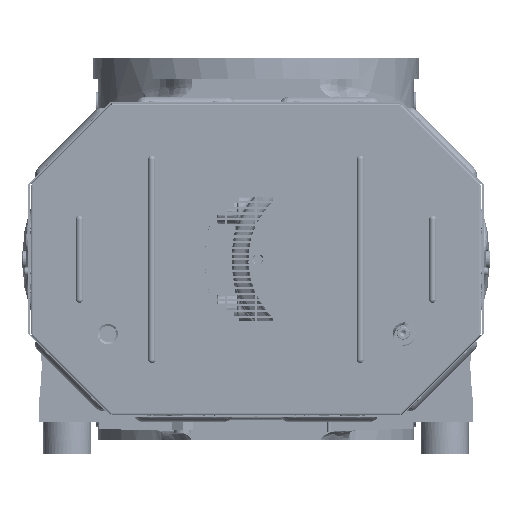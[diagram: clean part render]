
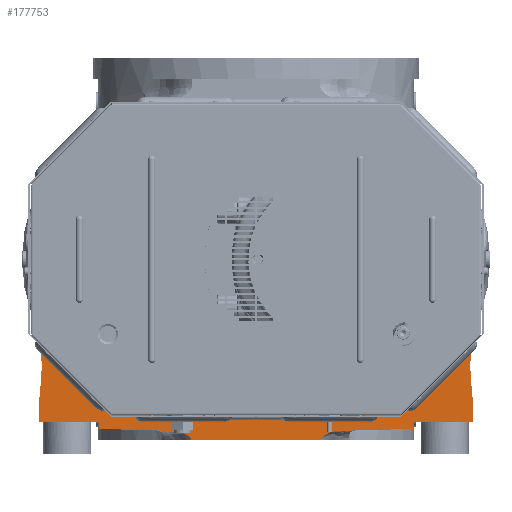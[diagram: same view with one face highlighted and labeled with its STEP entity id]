
A CAD part, front view. The second image highlights one B-rep face of the part: STEP entity #177753.
In plain terms, the highlighted planar face has unit normal (0, -1, 0).
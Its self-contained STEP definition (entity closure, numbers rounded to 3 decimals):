
#8295=B_SPLINE_CURVE_WITH_KNOTS('',3,(#435338,#435339,#435340,#435341,#435342,
#435343,#435344,#435345),.UNSPECIFIED.,.F.,.F.,(4,2,2,4),(-2.79,
-2.265,-1.181,0.),.UNSPECIFIED.);
#8546=B_SPLINE_CURVE_WITH_KNOTS('',3,(#440289,#440290,#440291,#440292,#440293,
#440294,#440295,#440296,#440297,#440298),.UNSPECIFIED.,.F.,.F.,(4,2,2,2,
4),(-2.748,-2.03,-1.32,-0.72,
-0.422),.UNSPECIFIED.);
#15289=PLANE('',#189336);
#23482=FACE_OUTER_BOUND('',#34311,.T.);
#34311=EDGE_LOOP('',(#141146,#141147,#141148,#141149,#141150,#141151,#141152,
#141153,#141154,#141155,#141156,#141157,#141158,#141159,#141160,#141161,
#141162,#141163,#141164,#141165,#141166,#141167));
#42067=CIRCLE('',#188524,100.);
#42068=CIRCLE('',#188527,200.);
#42242=CIRCLE('',#188888,100.);
#42244=CIRCLE('',#188891,200.);
#42441=CIRCLE('',#189337,198.552);
#42442=CIRCLE('',#189338,198.552);
#50674=LINE('',#435243,#62604);
#50997=LINE('',#440302,#62927);
#51025=LINE('',#441210,#62955);
#51154=LINE('',#443396,#63084);
#51162=LINE('',#443414,#63092);
#51163=LINE('',#443418,#63093);
#51164=LINE('',#443421,#63094);
#51166=LINE('',#443425,#63096);
#51168=LINE('',#443436,#63098);
#51206=LINE('',#443631,#63136);
#51207=LINE('',#443632,#63137);
#51208=LINE('',#443634,#63138);
#51209=LINE('',#443635,#63139);
#51210=LINE('',#443638,#63140);
#62604=VECTOR('',#215243,10.);
#62927=VECTOR('',#215888,10.);
#62955=VECTOR('',#216004,10.);
#63084=VECTOR('',#216767,10.);
#63092=VECTOR('',#216783,10.);
#63093=VECTOR('',#216788,10.);
#63094=VECTOR('',#216791,10.);
#63096=VECTOR('',#216795,10.);
#63098=VECTOR('',#216807,10.);
#63136=VECTOR('',#216999,10.);
#63137=VECTOR('',#217000,10.);
#63138=VECTOR('',#217001,10.);
#63139=VECTOR('',#217002,10.);
#63140=VECTOR('',#217005,10.);
#77583=VERTEX_POINT('',#429330);
#77584=VERTEX_POINT('',#429331);
#77587=VERTEX_POINT('',#429339);
#77734=VERTEX_POINT('',#435241);
#77735=VERTEX_POINT('',#435293);
#77736=VERTEX_POINT('',#435337);
#78145=VERTEX_POINT('',#440243);
#78146=VERTEX_POINT('',#440287);
#78147=VERTEX_POINT('',#440300);
#78148=VERTEX_POINT('',#440304);
#78149=VERTEX_POINT('',#440305);
#78151=VERTEX_POINT('',#440311);
#78405=VERTEX_POINT('',#443394);
#78411=VERTEX_POINT('',#443412);
#78412=VERTEX_POINT('',#443416);
#78413=VERTEX_POINT('',#443420);
#78414=VERTEX_POINT('',#443424);
#78418=VERTEX_POINT('',#443434);
#78473=VERTEX_POINT('',#443628);
#78474=VERTEX_POINT('',#443630);
#78475=VERTEX_POINT('',#443633);
#78476=VERTEX_POINT('',#443636);
#98817=EDGE_CURVE('',#77583,#77584,#42067,.T.);
#98821=EDGE_CURVE('',#77584,#77587,#42068,.T.);
#99121=EDGE_CURVE('',#77734,#77583,#50674,.T.);
#99123=EDGE_CURVE('',#77735,#77736,#8295,.T.);
#99748=EDGE_CURVE('',#78146,#78145,#8546,.T.);
#99750=EDGE_CURVE('',#78147,#78146,#50997,.T.);
#99751=EDGE_CURVE('',#78148,#78149,#42242,.T.);
#99755=EDGE_CURVE('',#78151,#78148,#42244,.T.);
#99815=EDGE_CURVE('',#77735,#78145,#51025,.T.);
#100168=EDGE_CURVE('',#77736,#78405,#51154,.T.);
#100177=EDGE_CURVE('',#78149,#78411,#51162,.T.);
#100179=EDGE_CURVE('',#77734,#78412,#51163,.T.);
#100180=EDGE_CURVE('',#78413,#78405,#51164,.T.);
#100182=EDGE_CURVE('',#78147,#78414,#51166,.T.);
#100188=EDGE_CURVE('',#78414,#78418,#51168,.T.);
#100267=EDGE_CURVE('',#78473,#77587,#42441,.T.);
#100268=EDGE_CURVE('',#78412,#78474,#51206,.T.);
#100269=EDGE_CURVE('',#78474,#78413,#51207,.T.);
#100270=EDGE_CURVE('',#78418,#78475,#51208,.T.);
#100271=EDGE_CURVE('',#78475,#78411,#51209,.T.);
#100272=EDGE_CURVE('',#78151,#78476,#42442,.T.);
#100273=EDGE_CURVE('',#78476,#78473,#51210,.T.);
#141146=ORIENTED_EDGE('',*,*,#100267,.T.);
#141147=ORIENTED_EDGE('',*,*,#98821,.F.);
#141148=ORIENTED_EDGE('',*,*,#98817,.F.);
#141149=ORIENTED_EDGE('',*,*,#99121,.F.);
#141150=ORIENTED_EDGE('',*,*,#100179,.T.);
#141151=ORIENTED_EDGE('',*,*,#100268,.T.);
#141152=ORIENTED_EDGE('',*,*,#100269,.T.);
#141153=ORIENTED_EDGE('',*,*,#100180,.T.);
#141154=ORIENTED_EDGE('',*,*,#100168,.F.);
#141155=ORIENTED_EDGE('',*,*,#99123,.F.);
#141156=ORIENTED_EDGE('',*,*,#99815,.T.);
#141157=ORIENTED_EDGE('',*,*,#99748,.F.);
#141158=ORIENTED_EDGE('',*,*,#99750,.F.);
#141159=ORIENTED_EDGE('',*,*,#100182,.T.);
#141160=ORIENTED_EDGE('',*,*,#100188,.T.);
#141161=ORIENTED_EDGE('',*,*,#100270,.T.);
#141162=ORIENTED_EDGE('',*,*,#100271,.T.);
#141163=ORIENTED_EDGE('',*,*,#100177,.F.);
#141164=ORIENTED_EDGE('',*,*,#99751,.F.);
#141165=ORIENTED_EDGE('',*,*,#99755,.F.);
#141166=ORIENTED_EDGE('',*,*,#100272,.T.);
#141167=ORIENTED_EDGE('',*,*,#100273,.T.);
#177753=ADVANCED_FACE('',(#23482),#15289,.T.);
#188524=AXIS2_PLACEMENT_3D('',#429332,#214795,#214796);
#188527=AXIS2_PLACEMENT_3D('',#429340,#214803,#214804);
#188888=AXIS2_PLACEMENT_3D('',#440306,#215891,#215892);
#188891=AXIS2_PLACEMENT_3D('',#440313,#215899,#215900);
#189336=AXIS2_PLACEMENT_3D('',#443627,#216995,#216996);
#189337=AXIS2_PLACEMENT_3D('',#443629,#216997,#216998);
#189338=AXIS2_PLACEMENT_3D('',#443637,#217003,#217004);
#214795=DIRECTION('center_axis',(0.,1.,0.));
#214796=DIRECTION('ref_axis',(-0.996,0.,0.087));
#214803=DIRECTION('center_axis',(0.,-1.,0.));
#214804=DIRECTION('ref_axis',(-0.942,0.,-0.337));
#215243=DIRECTION('',(0.,0.,1.));
#215888=DIRECTION('',(-1.,0.,-0.026));
#215891=DIRECTION('center_axis',(0.,1.,0.));
#215892=DIRECTION('ref_axis',(0.996,0.,0.087));
#215899=DIRECTION('center_axis',(0.,-1.,0.));
#215900=DIRECTION('ref_axis',(0.989,0.,0.148));
#216004=DIRECTION('',(1.,0.,0.));
#216767=DIRECTION('',(-1.,0.,0.026));
#216783=DIRECTION('',(0.,0.,-1.));
#216788=DIRECTION('',(1.,0.,0.));
#216791=DIRECTION('',(0.,0.,-1.));
#216795=DIRECTION('',(0.,0.,1.));
#216807=DIRECTION('',(1.,0.,0.));
#216995=DIRECTION('center_axis',(0.,-1.,0.));
#216996=DIRECTION('ref_axis',(0.,0.,-1.));
#216997=DIRECTION('center_axis',(0.,1.,0.));
#216998=DIRECTION('ref_axis',(0.,0.,-1.));
#216999=DIRECTION('',(1.,0.,0.));
#217000=DIRECTION('',(1.,0.,0.));
#217001=DIRECTION('',(1.,0.,0.));
#217002=DIRECTION('',(1.,0.,0.));
#217003=DIRECTION('center_axis',(0.,1.,0.));
#217004=DIRECTION('ref_axis',(0.,0.,1.));
#217005=DIRECTION('',(-1.,0.,0.));
#429330=CARTESIAN_POINT('',(-270.,-215.,-178.749));
#429331=CARTESIAN_POINT('',(-268.896,-215.,-163.932));
#429332=CARTESIAN_POINT('Origin',(-170.,-215.,-178.749));
#429339=CARTESIAN_POINT('',(-277.33,-215.,-69.928));
#429340=CARTESIAN_POINT('Origin',(-466.689,-215.,-134.298));
#435241=CARTESIAN_POINT('',(-270.,-215.,-202.5));
#435243=CARTESIAN_POINT('',(-270.,-215.,-85.));
#435293=CARTESIAN_POINT('',(-80.136,-215.,-225.));
#435337=CARTESIAN_POINT('',(-102.632,-215.,-213.612));
#435338=CARTESIAN_POINT('Ctrl Pts',(-80.136,-215.,-225.));
#435339=CARTESIAN_POINT('Ctrl Pts',(-80.792,-215.,-223.704));
#435340=CARTESIAN_POINT('Ctrl Pts',(-81.711,-215.,
-222.529));
#435341=CARTESIAN_POINT('Ctrl Pts',(-84.847,-215.,
-219.369));
#435342=CARTESIAN_POINT('Ctrl Pts',(-87.758,-215.,-217.496));
#435343=CARTESIAN_POINT('Ctrl Pts',(-94.695,-215.,-214.602));
#435344=CARTESIAN_POINT('Ctrl Pts',(-98.695,-215.,-213.716));
#435345=CARTESIAN_POINT('Ctrl Pts',(-102.632,-215.,-213.612));
#440243=CARTESIAN_POINT('',(80.136,-215.,-225.));
#440287=CARTESIAN_POINT('',(102.632,-215.,-213.612));
#440289=CARTESIAN_POINT('Ctrl Pts',(102.632,-215.,-213.612));
#440290=CARTESIAN_POINT('Ctrl Pts',(99.834,-215.,-213.686));
#440291=CARTESIAN_POINT('Ctrl Pts',(97.021,-215.,-214.152));
#440292=CARTESIAN_POINT('Ctrl Pts',(91.687,-215.,-215.739));
#440293=CARTESIAN_POINT('Ctrl Pts',(89.079,-215.,-216.877));
#440294=CARTESIAN_POINT('Ctrl Pts',(84.779,-215.,-219.572));
#440295=CARTESIAN_POINT('Ctrl Pts',(83.088,-215.,-220.986));
#440296=CARTESIAN_POINT('Ctrl Pts',(81.159,-215.,-223.28));
#440297=CARTESIAN_POINT('Ctrl Pts',(80.586,-215.,-224.111));
#440298=CARTESIAN_POINT('Ctrl Pts',(80.136,-215.,-225.));
#440300=CARTESIAN_POINT('',(195.,-215.,-211.194));
#440302=CARTESIAN_POINT('',(147.78,-215.,-212.43));
#440304=CARTESIAN_POINT('',(268.896,-215.,-163.932));
#440305=CARTESIAN_POINT('',(270.,-215.,-178.749));
#440306=CARTESIAN_POINT('Origin',(170.,-215.,-178.749));
#440311=CARTESIAN_POINT('',(277.33,-215.,-69.928));
#440313=CARTESIAN_POINT('Origin',(466.689,-215.,-134.298));
#441210=CARTESIAN_POINT('',(0.,-215.,-225.));
#443394=CARTESIAN_POINT('',(-195.,-215.,-211.194));
#443396=CARTESIAN_POINT('',(142.12,-215.,-220.022));
#443412=CARTESIAN_POINT('',(270.,-215.,-202.5));
#443414=CARTESIAN_POINT('',(270.,-215.,-85.));
#443416=CARTESIAN_POINT('',(-259.,-215.,-202.5));
#443418=CARTESIAN_POINT('',(-147.5,-215.,-202.5));
#443420=CARTESIAN_POINT('',(-195.,-215.,-202.5));
#443421=CARTESIAN_POINT('',(-195.,-215.,-101.25));
#443424=CARTESIAN_POINT('',(195.,-215.,-202.5));
#443425=CARTESIAN_POINT('',(195.,-215.,-131.25));
#443434=CARTESIAN_POINT('',(211.,-215.,-202.5));
#443436=CARTESIAN_POINT('',(97.5,-215.,-202.5));
#443627=CARTESIAN_POINT('Origin',(0.,-215.,0.));
#443628=CARTESIAN_POINT('',(-91.5,-215.,-198.552));
#443629=CARTESIAN_POINT('Origin',(-91.5,-215.,0.));
#443630=CARTESIAN_POINT('',(-211.,-215.,-202.5));
#443631=CARTESIAN_POINT('',(-147.5,-215.,-202.5));
#443632=CARTESIAN_POINT('',(-147.5,-215.,-202.5));
#443633=CARTESIAN_POINT('',(259.,-215.,-202.5));
#443634=CARTESIAN_POINT('',(97.5,-215.,-202.5));
#443635=CARTESIAN_POINT('',(97.5,-215.,-202.5));
#443636=CARTESIAN_POINT('',(91.5,-215.,-198.552));
#443637=CARTESIAN_POINT('Origin',(91.5,-215.,0.));
#443638=CARTESIAN_POINT('',(-45.75,-215.,-198.552));
